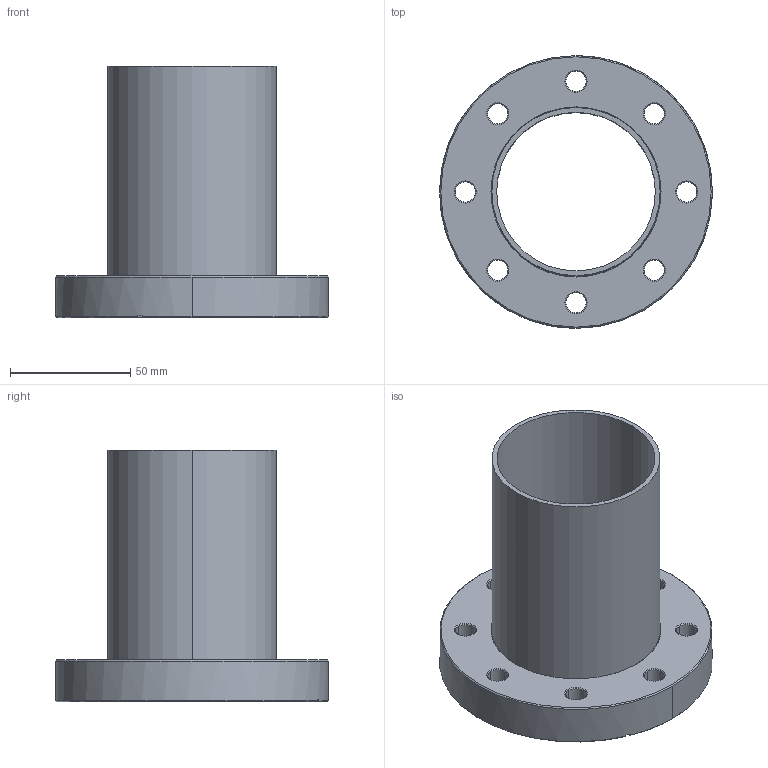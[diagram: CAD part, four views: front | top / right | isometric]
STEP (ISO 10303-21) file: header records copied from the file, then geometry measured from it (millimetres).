
FILE_DESCRIPTION (( 'STEP AP214' ), '1' );
FILE_NAME ('Hositrad_FO63-70-HalfNipple.STEP', '2017-05-08T08:09:40', ( 'Gebruiker' ), ( '' ), 'SwSTEP 2.0', 'SolidWorks 2017', '' );
FILE_SCHEMA (( 'AUTOMOTIVE_DESIGN' ));
Length unit declared in the file: millimetre
Products named in the file (3): CF63-70-Weld; FO-tubes-all_FO63-70; Hositrad_FO63-70-HalfNipple
Assembly tree (2 placements, depth 2):
  Hositrad_FO63-70-HalfNipple
    FO-tubes-all_FO63-70
    CF63-70-Weld
Bounding box: 113.5 x 113.5 x 104.8 mm (x, y, z)
Volume: 143253.1 mm3; surface area: 67542.1 mm2
Topology: 2 solids, 2 shells, 86 faces, 200 edges, 119 vertices
Faces by surface type: cone 45, cylinder 28, plane 13
Entity records: 2603 total; most frequent: DIRECTION 487, CARTESIAN_POINT 422, ORIENTED_EDGE 400, AXIS2_PLACEMENT_3D 200, EDGE_CURVE 200, VERTEX_POINT 119, CIRCLE 109, EDGE_LOOP 107
